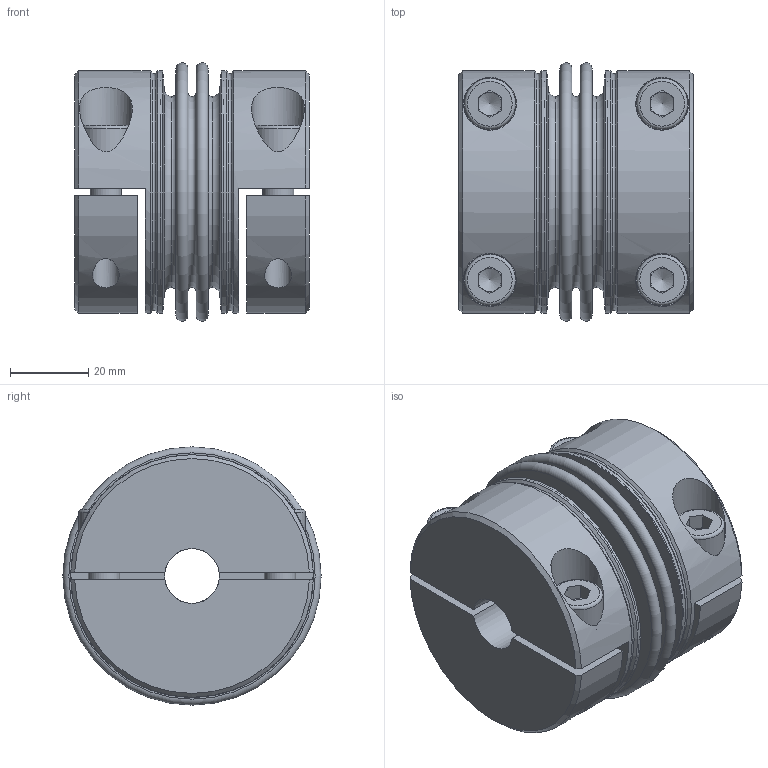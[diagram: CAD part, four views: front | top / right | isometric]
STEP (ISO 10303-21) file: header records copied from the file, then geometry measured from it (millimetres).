
FILE_DESCRIPTION( ( 'Unknown' ), '1' );
FILE_NAME( 'KGH 80 L=60.stp', 'Unknown', ( 'Unknown' ), ( 'Unknown' ), 'PSStep 10.1', 'Unknown', ' ' );
FILE_SCHEMA( ( 'AUTOMOTIVE_DESIGN { 1 0 10303 214 1 1 1 1 }' ) );
Length unit declared in the file: millimetre
Products named in the file (1): 20716697
Bounding box: 60 x 66 x 66 mm (x, y, z)
Volume: 117895.3 mm3; surface area: 54988.7 mm2
Topology: 1 solids, 1 shells, 158 faces, 355 edges, 227 vertices
Faces by surface type: plane 90, cylinder 32, torus 20, cone 16
Full cylindrical faces by diameter (mm): 6.8 x4, 8 x4, 8.6 x4, 13 x4, 13.5 x4, 14 x2, 61.6 x2, 62 x4
Entity records: 5688 total; most frequent: CARTESIAN_POINT 1211, DIRECTION 694, ORIENTED_EDGE 528, AXIS2_PLACEMENT_3D 279, EDGE_CURVE 264, EDGE_LOOP 252, FACE_OUTER_BOUND 206, VERTEX_POINT 200
